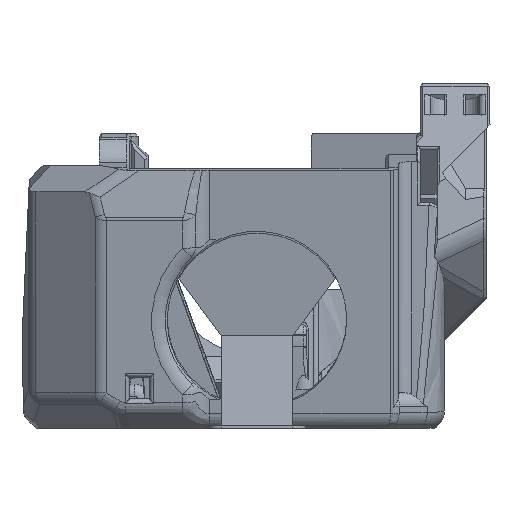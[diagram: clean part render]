
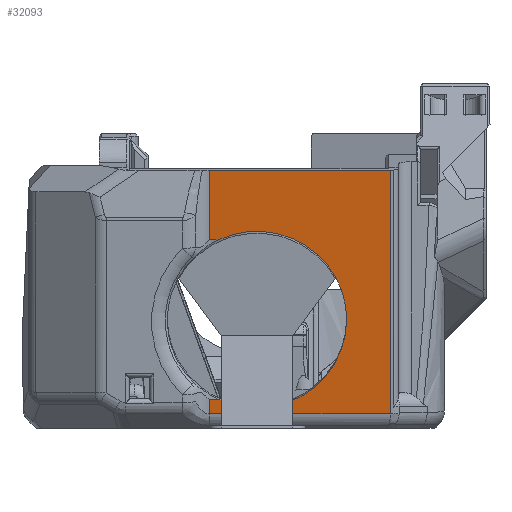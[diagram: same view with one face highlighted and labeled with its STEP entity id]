
A CAD part, left-side view. The second image highlights one B-rep face of the part: STEP entity #32093.
In plain terms, the highlighted planar face has unit normal (-0.985, 0, -0.174).
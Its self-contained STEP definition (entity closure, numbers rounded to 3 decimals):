
#1297=B_SPLINE_CURVE_WITH_KNOTS('',3,(#54175,#54176,#54177,#54178),
 .UNSPECIFIED.,.F.,.F.,(4,4),(0.,0.001),.UNSPECIFIED.);
#1306=B_SPLINE_CURVE_WITH_KNOTS('',3,(#54330,#54331,#54332,#54333),
 .UNSPECIFIED.,.F.,.F.,(4,4),(0.,0.001),.UNSPECIFIED.);
#2146=CIRCLE('',#34668,14.);
#7405=ORIENTED_EDGE('',*,*,#15199,.T.);
#7406=ORIENTED_EDGE('',*,*,#15265,.T.);
#7407=ORIENTED_EDGE('',*,*,#15260,.F.);
#7408=ORIENTED_EDGE('',*,*,#15266,.F.);
#7409=ORIENTED_EDGE('',*,*,#15267,.T.);
#7410=ORIENTED_EDGE('',*,*,#15268,.T.);
#7411=ORIENTED_EDGE('',*,*,#15269,.T.);
#7412=ORIENTED_EDGE('',*,*,#15202,.T.);
#7413=ORIENTED_EDGE('',*,*,#15200,.T.);
#15199=EDGE_CURVE('',#19232,#19303,#22072,.T.);
#15200=EDGE_CURVE('',#19304,#19232,#22073,.F.);
#15202=EDGE_CURVE('',#19305,#19304,#1297,.T.);
#15260=EDGE_CURVE('',#19344,#19345,#22116,.F.);
#15265=EDGE_CURVE('',#19303,#19345,#22118,.T.);
#15266=EDGE_CURVE('',#19348,#19344,#22119,.T.);
#15267=EDGE_CURVE('',#19348,#19349,#22120,.F.);
#15268=EDGE_CURVE('',#19349,#19350,#1306,.F.);
#15269=EDGE_CURVE('',#19350,#19305,#2146,.T.);
#19232=VERTEX_POINT('',#53894);
#19303=VERTEX_POINT('',#54142);
#19304=VERTEX_POINT('',#54146);
#19305=VERTEX_POINT('',#54179);
#19344=VERTEX_POINT('',#54313);
#19345=VERTEX_POINT('',#54314);
#19348=VERTEX_POINT('',#54327);
#19349=VERTEX_POINT('',#54329);
#19350=VERTEX_POINT('',#54334);
#22072=LINE('',#54143,#24990);
#22073=LINE('',#54145,#24991);
#22116=LINE('',#54312,#25034);
#22118=LINE('',#54325,#25036);
#22119=LINE('',#54326,#25037);
#22120=LINE('',#54328,#25038);
#24990=VECTOR('',#40217,1000.);
#24991=VECTOR('',#40220,1000.);
#25034=VECTOR('',#40307,1000.);
#25036=VECTOR('',#40315,1000.);
#25037=VECTOR('',#40316,1000.);
#25038=VECTOR('',#40317,1000.);
#27130=EDGE_LOOP('',(#7405,#7406,#7407,#7408,#7409,#7410,#7411,#7412,#7413));
#29111=FACE_BOUND('',#27130,.T.);
#30718=PLANE('',#34667);
#32093=ADVANCED_FACE('',(#29111),#30718,.F.);
#34667=AXIS2_PLACEMENT_3D('',#54324,#40313,#40314);
#34668=AXIS2_PLACEMENT_3D('',#54335,#40318,#40319);
#40217=DIRECTION('',(0.,-1.,0.));
#40220=DIRECTION('',(-0.174,0.,0.985));
#40307=DIRECTION('',(-0.174,0.,0.985));
#40313=DIRECTION('',(0.985,0.,0.174));
#40314=DIRECTION('',(-0.174,0.,0.985));
#40315=DIRECTION('',(0.,-1.,0.));
#40316=DIRECTION('',(0.,-1.,0.));
#40317=DIRECTION('',(-0.174,0.,0.985));
#40318=DIRECTION('',(0.985,0.,0.174));
#40319=DIRECTION('',(-0.174,0.,0.985));
#53894=CARTESIAN_POINT('',(-27.864,12.27,2.262));
#54142=CARTESIAN_POINT('',(-27.864,-15.96,2.262));
#54143=CARTESIAN_POINT('',(-27.864,-14.655,2.262));
#54145=CARTESIAN_POINT('',(-31.185,12.27,21.099));
#54146=CARTESIAN_POINT('',(-28.255,12.27,4.482));
#54175=CARTESIAN_POINT('',(-28.27,10.952,4.562));
#54176=CARTESIAN_POINT('',(-28.27,11.393,4.564));
#54177=CARTESIAN_POINT('',(-28.265,11.833,4.537));
#54178=CARTESIAN_POINT('',(-28.255,12.27,4.482));
#54179=CARTESIAN_POINT('',(-28.27,10.952,4.562));
#54312=CARTESIAN_POINT('',(-7.663,-16.002,-112.301));
#54313=CARTESIAN_POINT('',(-34.572,-16.002,40.304));
#54314=CARTESIAN_POINT('',(-27.864,-16.002,2.262));
#54324=CARTESIAN_POINT('',(-31.185,24.853,21.099));
#54325=CARTESIAN_POINT('',(-27.864,-14.655,2.262));
#54326=CARTESIAN_POINT('',(-34.572,24.853,40.304));
#54327=CARTESIAN_POINT('',(-34.572,12.27,40.304));
#54328=CARTESIAN_POINT('',(-31.185,12.27,21.099));
#54329=CARTESIAN_POINT('',(-32.66,12.27,29.463));
#54330=CARTESIAN_POINT('',(-32.646,10.952,29.383));
#54331=CARTESIAN_POINT('',(-32.646,11.393,29.381));
#54332=CARTESIAN_POINT('',(-32.651,11.833,29.409));
#54333=CARTESIAN_POINT('',(-32.66,12.27,29.463));
#54334=CARTESIAN_POINT('',(-32.646,10.952,29.383));
#54335=CARTESIAN_POINT('',(-30.458,4.853,16.973));
